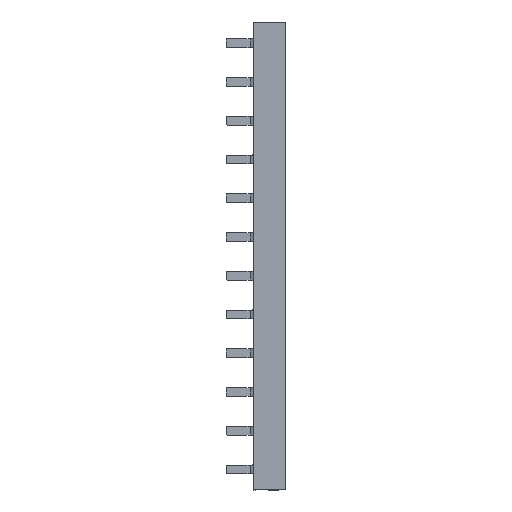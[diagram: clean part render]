
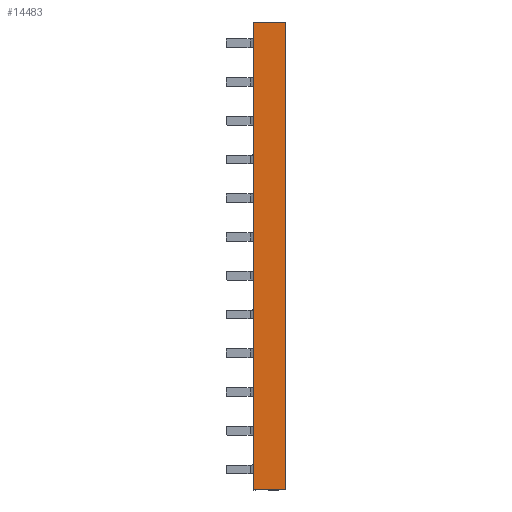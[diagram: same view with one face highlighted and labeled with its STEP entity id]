
A CAD part, left-side view. The second image highlights one B-rep face of the part: STEP entity #14483.
In plain terms, the highlighted planar face has unit normal (-1, 0, 0).
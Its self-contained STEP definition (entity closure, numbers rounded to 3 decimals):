
#12803=DIRECTION('',(0.,-1.,0.));
#12804=VECTOR('',#12803,15.);
#12805=CARTESIAN_POINT('',(-0.011,15.522,0.));
#12806=LINE('',#12805,#12804);
#12824=DIRECTION('',(0.,-1.,0.));
#12825=VECTOR('',#12824,15.);
#12826=CARTESIAN_POINT('',(-0.011,15.522,215.));
#12827=LINE('',#12826,#12825);
#12831=DIRECTION('',(0.,0.,-1.));
#12832=VECTOR('',#12831,215.);
#12833=CARTESIAN_POINT('',(-0.011,0.522,215.));
#12834=LINE('',#12833,#12832);
#12845=DIRECTION('',(0.,0.,-1.));
#12846=VECTOR('',#12845,215.);
#12847=CARTESIAN_POINT('',(-0.011,15.522,215.));
#12848=LINE('',#12847,#12846);
#14119=CARTESIAN_POINT('',(-0.011,0.522,0.));
#14121=VERTEX_POINT('',#14119);
#14149=CARTESIAN_POINT('',(-0.011,15.522,0.));
#14150=VERTEX_POINT('',#14149);
#14151=CARTESIAN_POINT('',(-0.011,0.522,215.));
#14152=VERTEX_POINT('',#14151);
#14155=CARTESIAN_POINT('',(-0.011,15.522,215.));
#14156=VERTEX_POINT('',#14155);
#14470=CARTESIAN_POINT('',(-0.011,15.522,215.));
#14471=DIRECTION('',(1.,0.,0.));
#14472=DIRECTION('',(0.,1.,0.));
#14473=AXIS2_PLACEMENT_3D('',#14470,#14471,#14472);
#14474=PLANE('',#14473);
#14475=ORIENTED_EDGE('',*,*,#14436,.F.);
#14477=ORIENTED_EDGE('',*,*,#14476,.F.);
#14479=ORIENTED_EDGE('',*,*,#14478,.T.);
#14480=ORIENTED_EDGE('',*,*,#14454,.T.);
#14481=EDGE_LOOP('',(#14475,#14477,#14479,#14480));
#14482=FACE_OUTER_BOUND('',#14481,.F.);
#14436=EDGE_CURVE('',#14150,#14121,#12806,.T.);
#14454=EDGE_CURVE('',#14152,#14121,#12834,.T.);
#14476=EDGE_CURVE('',#14156,#14150,#12848,.T.);
#14478=EDGE_CURVE('',#14156,#14152,#12827,.T.);
#14483=ADVANCED_FACE('',(#14482),#14474,.F.);
